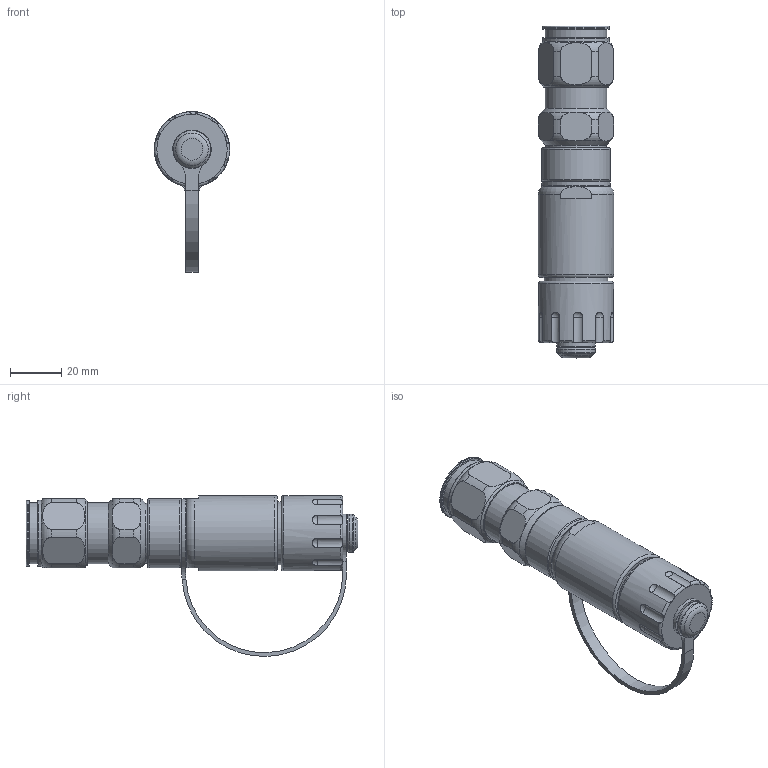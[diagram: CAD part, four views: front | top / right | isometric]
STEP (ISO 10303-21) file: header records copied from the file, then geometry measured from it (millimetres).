
FILE_DESCRIPTION(/* description */ (''),/* implementation_level */ '2;1');
FILE_NAME(/* name */ 'Instrumex CR 4-Way.stp',/* time_stamp */ '2022-12-01T14:37:20+00:00',/* author */ ('areid2'),/* organization */ (''),/* preprocessor_version */ 'ST-DEVELOPER v18.1',/* originating_system */ 'Autodesk Inventor 2020',/* authorisation */ '');
FILE_SCHEMA (('AUTOMOTIVE_DESIGN { 1 0 10303 214 3 1 1 }'));
Length unit declared in the file: millimetre
Products named in the file (1): Part149
Bounding box: 29.5 x 129.88 x 62.93 mm (x, y, z)
Volume: 77898.2 mm3; surface area: 15522.6 mm2
Topology: 1 solids, 1 shells, 144 faces, 380 edges, 249 vertices
Faces by surface type: cylinder 54, torus 39, plane 35, sphere 10, cone 6
Full cylindrical faces by diameter (mm): 9.5 x1, 10 x1, 15 x1, 23 x2, 23.5 x1, 24 x2, 24.75 x1, 26 x2, 27 x1, 29.5 x2
Entity records: 5449 total; most frequent: CARTESIAN_POINT 1827, DIRECTION 784, ORIENTED_EDGE 760, EDGE_CURVE 380, AXIS2_PLACEMENT_3D 348, VERTEX_POINT 249, CIRCLE 203, EDGE_LOOP 157
